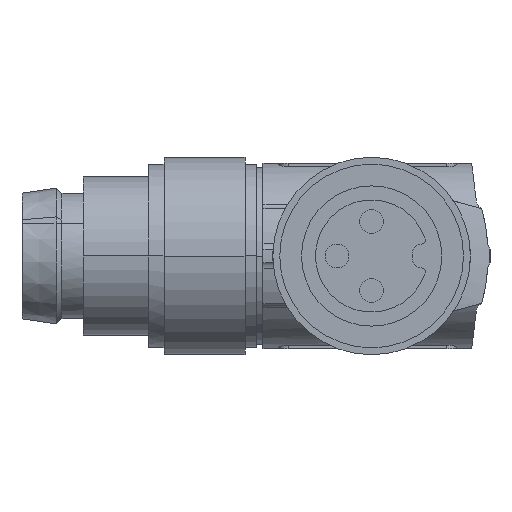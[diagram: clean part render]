
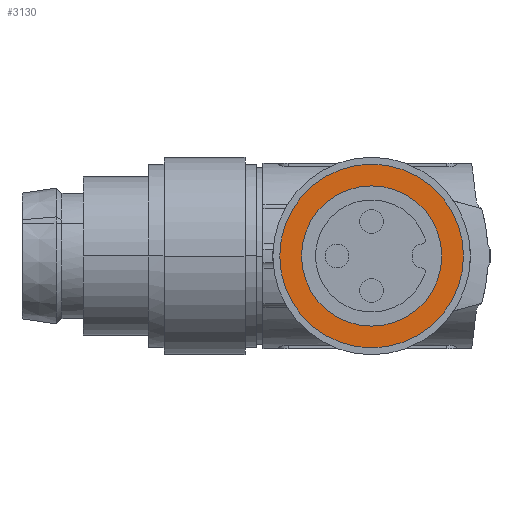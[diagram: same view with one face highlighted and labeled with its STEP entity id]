
A CAD part, left-side view. The second image highlights one B-rep face of the part: STEP entity #3130.
In plain terms, the highlighted face is planar.
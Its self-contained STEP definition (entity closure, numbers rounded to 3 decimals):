
#2580=CARTESIAN_POINT('',(133.7,4.65,0.));
#2590=VERTEX_POINT('',#2580);
#2620=CARTESIAN_POINT('',(133.7,0.,
0.));
#2630=DIRECTION('',(-1.,0.,0.));
#2640=DIRECTION('',(0.,1.,0.));
#2650=AXIS2_PLACEMENT_3D('',#2620,#2630,#2640);
#2660=CIRCLE('',#2650,4.65);
#2670=CARTESIAN_POINT('',(133.7,-4.65,0.));
#2680=VERTEX_POINT('',#2670);
#2690=EDGE_CURVE('',#2680,#2590,#2660,.T.);
#2880=CARTESIAN_POINT('',(133.7,1.52,-0.439));
#2890=DIRECTION('',(1.,0.,0.));
#2900=DIRECTION('',(0.,0.,-1.));
#2910=AXIS2_PLACEMENT_3D('',#2880,#2890,#2900);
#2920=PLANE('',#2910);
#2930=CARTESIAN_POINT('',(133.7,0.,
0.));
#2940=DIRECTION('',(1.,0.,0.));
#2950=DIRECTION('',(0.,-1.,0.));
#2960=AXIS2_PLACEMENT_3D('',#2930,#2940,#2950);
#2970=CIRCLE('',#2960,3.55);
#2980=CARTESIAN_POINT('',(133.7,-3.55,0.));
#2990=VERTEX_POINT('',#2980);
#3000=CARTESIAN_POINT('',(133.7,3.55,0.));
#3010=VERTEX_POINT('',#3000);
#3020=EDGE_CURVE('',#2990,#3010,#2970,.T.);
#3030=ORIENTED_EDGE('',*,*,#3020,.F.);
#3040=EDGE_CURVE('',#3010,#2990,#2970,.T.);
#3050=ORIENTED_EDGE('',*,*,#3040,.F.);
#3060=EDGE_LOOP('',(#3050,#3030));
#3070=FACE_BOUND('',#3060,.T.);
#3080=EDGE_CURVE('',#2590,#2680,#2660,.T.);
#3090=ORIENTED_EDGE('',*,*,#3080,.F.);
#3100=ORIENTED_EDGE('',*,*,#2690,.F.);
#3110=EDGE_LOOP('',(#3100,#3090));
#3120=FACE_OUTER_BOUND('',#3110,.T.);
#3130=ADVANCED_FACE('',(#3070,#3120),#2920,.T.);
